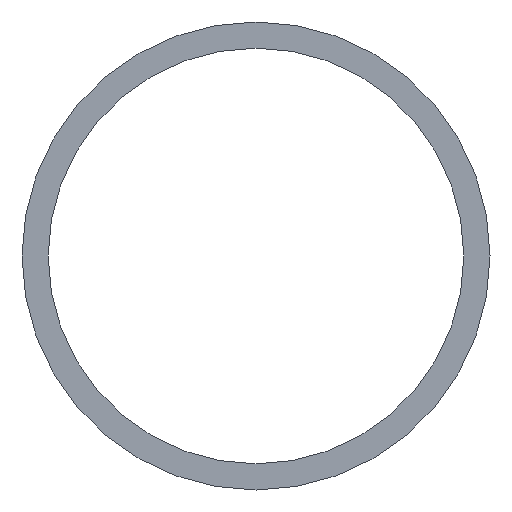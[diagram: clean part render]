
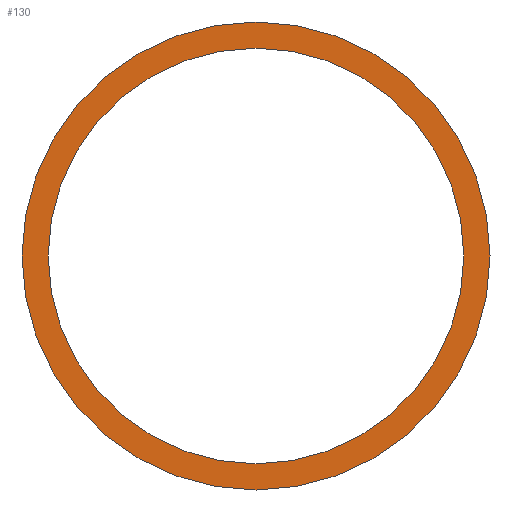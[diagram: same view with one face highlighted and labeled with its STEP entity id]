
A CAD part, front view. The second image highlights one B-rep face of the part: STEP entity #130.
In plain terms, the highlighted planar face has unit normal (0, -1, 0).
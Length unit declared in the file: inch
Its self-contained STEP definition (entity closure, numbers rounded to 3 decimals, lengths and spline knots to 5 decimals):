
#14 = CARTESIAN_POINT ( 'NONE',  ( 0., 0., 0.222 ) ) ;
#19 = CIRCLE ( 'NONE', #96, 0.25 ) ;
#25 = EDGE_LOOP ( 'NONE', ( #40, #58 ) ) ;
#28 = CIRCLE ( 'NONE', #100, 0.222 ) ;
#36 = AXIS2_PLACEMENT_3D ( 'NONE', #92, #73, #70 ) ;
#40 = ORIENTED_EDGE ( 'NONE', *, *, #164, .T. ) ;
#47 = EDGE_CURVE ( 'NONE', #134, #217, #158, .T. ) ;
#56 = CIRCLE ( 'NONE', #184, 0.222 ) ;
#58 = ORIENTED_EDGE ( 'NONE', *, *, #83, .T. ) ;
#63 = EDGE_CURVE ( 'NONE', #217, #134, #19, .T. ) ;
#70 = DIRECTION ( 'NONE',  ( 0., 0., 1. ) ) ;
#73 = DIRECTION ( 'NONE',  ( 0., 1., 0. ) ) ;
#83 = EDGE_CURVE ( 'NONE', #177, #220, #28, .T. ) ;
#92 = CARTESIAN_POINT ( 'NONE',  ( 0., 0., 0. ) ) ;
#93 = ORIENTED_EDGE ( 'NONE', *, *, #63, .F. ) ;
#95 = CARTESIAN_POINT ( 'NONE',  ( 0., 0., -0.25 ) ) ;
#96 = AXIS2_PLACEMENT_3D ( 'NONE', #181, #179, #169 ) ;
#97 = DIRECTION ( 'NONE',  ( 0., 0., 1. ) ) ;
#98 = DIRECTION ( 'NONE',  ( 0., 1., 0. ) ) ;
#100 = AXIS2_PLACEMENT_3D ( 'NONE', #113, #98, #97 ) ;
#104 = FACE_BOUND ( 'NONE', #25, .T. ) ;
#105 = AXIS2_PLACEMENT_3D ( 'NONE', #215, #213, #212 ) ;
#110 = CARTESIAN_POINT ( 'NONE',  ( 0., 0., -0.222 ) ) ;
#111 = FACE_OUTER_BOUND ( 'NONE', #172, .T. ) ;
#113 = CARTESIAN_POINT ( 'NONE',  ( 0., 0., 0. ) ) ;
#116 = PLANE ( 'NONE',  #36 ) ;
#129 = CARTESIAN_POINT ( 'NONE',  ( 0., 0., 0.25 ) ) ;
#130 = ADVANCED_FACE ( 'NONE', ( #111, #104 ), #116, .F. ) ;
#134 = VERTEX_POINT ( 'NONE', #95 ) ;
#154 = DIRECTION ( 'NONE',  ( 0., 0., 1. ) ) ;
#156 = DIRECTION ( 'NONE',  ( 0., 1., 0. ) ) ;
#158 = CIRCLE ( 'NONE', #105, 0.25 ) ;
#164 = EDGE_CURVE ( 'NONE', #220, #177, #56, .T. ) ;
#169 = DIRECTION ( 'NONE',  ( 0., 0., 1. ) ) ;
#172 = EDGE_LOOP ( 'NONE', ( #199, #93 ) ) ;
#173 = CARTESIAN_POINT ( 'NONE',  ( 0., 0., 0. ) ) ;
#177 = VERTEX_POINT ( 'NONE', #14 ) ;
#179 = DIRECTION ( 'NONE',  ( 0., 1., 0. ) ) ;
#181 = CARTESIAN_POINT ( 'NONE',  ( 0., 0., 0. ) ) ;
#184 = AXIS2_PLACEMENT_3D ( 'NONE', #173, #156, #154 ) ;
#199 = ORIENTED_EDGE ( 'NONE', *, *, #47, .F. ) ;
#212 = DIRECTION ( 'NONE',  ( 0., 0., 1. ) ) ;
#213 = DIRECTION ( 'NONE',  ( 0., 1., 0. ) ) ;
#215 = CARTESIAN_POINT ( 'NONE',  ( 0., 0., 0. ) ) ;
#217 = VERTEX_POINT ( 'NONE', #129 ) ;
#220 = VERTEX_POINT ( 'NONE', #110 ) ;
